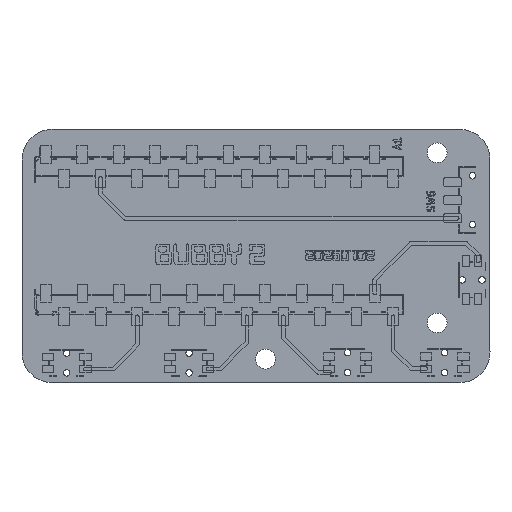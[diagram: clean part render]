
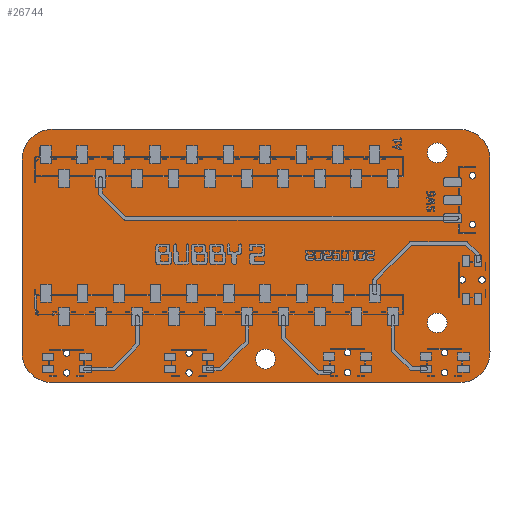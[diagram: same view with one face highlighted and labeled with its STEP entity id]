
A CAD part, top view. The second image highlights one B-rep face of the part: STEP entity #26744.
In plain terms, the highlighted planar face has unit normal (0, 0, 1).
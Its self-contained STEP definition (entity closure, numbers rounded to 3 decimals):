
#26430 = VERTEX_POINT('',#26431);
#26431 = CARTESIAN_POINT('',(246.888,-93.747,1.51));
#26437 = EDGE_CURVE('',#26430,#26438,#26440,.T.);
#26438 = VERTEX_POINT('',#26439);
#26439 = CARTESIAN_POINT('',(251.153,-97.946,1.51));
#26440 = CIRCLE('',#26441,4.2);
#26441 = AXIS2_PLACEMENT_3D('',#26442,#26443,#26444);
#26442 = CARTESIAN_POINT('',(246.953,-97.946,1.51));
#26443 = DIRECTION('',(0.,0.,-1.));
#26444 = DIRECTION('',(-0.015,1.,0.));
#26472 = VERTEX_POINT('',#26473);
#26473 = CARTESIAN_POINT('',(190.273,-93.753,1.51));
#26479 = EDGE_CURVE('',#26472,#26430,#26480,.T.);
#26480 = LINE('',#26481,#26482);
#26481 = CARTESIAN_POINT('',(190.273,-93.753,1.51));
#26482 = VECTOR('',#26483,1.);
#26483 = DIRECTION('',(1.,0.,0.));
#26501 = EDGE_CURVE('',#26438,#26502,#26504,.T.);
#26502 = VERTEX_POINT('',#26503);
#26503 = CARTESIAN_POINT('',(251.157,-124.683,1.51));
#26504 = LINE('',#26505,#26506);
#26505 = CARTESIAN_POINT('',(251.153,-97.946,1.51));
#26506 = VECTOR('',#26507,1.);
#26507 = DIRECTION('',(0.,-1.,0.));
#26744 = ADVANCED_FACE('',(#26745,#26791,#26802,#26813,#26824,#26835,
    #26846,#26857,#26868,#26879,#26890,#26901,#26912,#26923,#26934,
    #26945),#26956,.T.);
#26745 = FACE_BOUND('',#26746,.T.);
#26746 = EDGE_LOOP('',(#26747,#26748,#26749,#26758,#26766,#26775,#26783,
    #26790));
#26747 = ORIENTED_EDGE('',*,*,#26437,.F.);
#26748 = ORIENTED_EDGE('',*,*,#26479,.F.);
#26749 = ORIENTED_EDGE('',*,*,#26750,.F.);
#26750 = EDGE_CURVE('',#26751,#26472,#26753,.T.);
#26751 = VERTEX_POINT('',#26752);
#26752 = CARTESIAN_POINT('',(186.1,-98.018,1.51));
#26753 = CIRCLE('',#26754,4.2);
#26754 = AXIS2_PLACEMENT_3D('',#26755,#26756,#26757);
#26755 = CARTESIAN_POINT('',(190.3,-97.953,1.51));
#26756 = DIRECTION('',(0.,0.,-1.));
#26757 = DIRECTION('',(-1.,-0.015,-0.));
#26758 = ORIENTED_EDGE('',*,*,#26759,.F.);
#26759 = EDGE_CURVE('',#26760,#26751,#26762,.T.);
#26760 = VERTEX_POINT('',#26761);
#26761 = CARTESIAN_POINT('',(186.097,-124.752,1.51));
#26762 = LINE('',#26763,#26764);
#26763 = CARTESIAN_POINT('',(186.097,-124.752,1.51));
#26764 = VECTOR('',#26765,1.);
#26765 = DIRECTION('',(0.,1.,0.));
#26766 = ORIENTED_EDGE('',*,*,#26767,.F.);
#26767 = EDGE_CURVE('',#26768,#26760,#26770,.T.);
#26768 = VERTEX_POINT('',#26769);
#26769 = CARTESIAN_POINT('',(190.362,-128.952,1.51));
#26770 = CIRCLE('',#26771,4.2);
#26771 = AXIS2_PLACEMENT_3D('',#26772,#26773,#26774);
#26772 = CARTESIAN_POINT('',(190.297,-124.752,1.51));
#26773 = DIRECTION('',(0.,0.,-1.));
#26774 = DIRECTION('',(0.015,-1.,0.));
#26775 = ORIENTED_EDGE('',*,*,#26776,.F.);
#26776 = EDGE_CURVE('',#26777,#26768,#26779,.T.);
#26777 = VERTEX_POINT('',#26778);
#26778 = CARTESIAN_POINT('',(246.957,-128.948,1.51));
#26779 = LINE('',#26780,#26781);
#26780 = CARTESIAN_POINT('',(246.957,-128.948,1.51));
#26781 = VECTOR('',#26782,1.);
#26782 = DIRECTION('',(-1.,0.,0.));
#26783 = ORIENTED_EDGE('',*,*,#26784,.F.);
#26784 = EDGE_CURVE('',#26502,#26777,#26785,.T.);
#26785 = CIRCLE('',#26786,4.2);
#26786 = AXIS2_PLACEMENT_3D('',#26787,#26788,#26789);
#26787 = CARTESIAN_POINT('',(246.957,-124.748,1.51));
#26788 = DIRECTION('',(0.,0.,-1.));
#26789 = DIRECTION('',(1.,0.015,0.));
#26790 = ORIENTED_EDGE('',*,*,#26501,.F.);
#26791 = FACE_BOUND('',#26792,.T.);
#26792 = EDGE_LOOP('',(#26793));
#26793 = ORIENTED_EDGE('',*,*,#26794,.T.);
#26794 = EDGE_CURVE('',#26795,#26795,#26797,.T.);
#26795 = VERTEX_POINT('',#26796);
#26796 = CARTESIAN_POINT('',(192.3,-128.05,1.51));
#26797 = CIRCLE('',#26798,0.45);
#26798 = AXIS2_PLACEMENT_3D('',#26799,#26800,#26801);
#26799 = CARTESIAN_POINT('',(192.3,-127.6,1.51));
#26800 = DIRECTION('',(-0.,0.,-1.));
#26801 = DIRECTION('',(-0.,-1.,0.));
#26802 = FACE_BOUND('',#26803,.T.);
#26803 = EDGE_LOOP('',(#26804));
#26804 = ORIENTED_EDGE('',*,*,#26805,.T.);
#26805 = EDGE_CURVE('',#26806,#26806,#26808,.T.);
#26806 = VERTEX_POINT('',#26807);
#26807 = CARTESIAN_POINT('',(192.3,-125.3,1.51));
#26808 = CIRCLE('',#26809,0.45);
#26809 = AXIS2_PLACEMENT_3D('',#26810,#26811,#26812);
#26810 = CARTESIAN_POINT('',(192.3,-124.85,1.51));
#26811 = DIRECTION('',(-0.,0.,-1.));
#26812 = DIRECTION('',(-0.,-1.,0.));
#26813 = FACE_BOUND('',#26814,.T.);
#26814 = EDGE_LOOP('',(#26815));
#26815 = ORIENTED_EDGE('',*,*,#26816,.T.);
#26816 = EDGE_CURVE('',#26817,#26817,#26819,.T.);
#26817 = VERTEX_POINT('',#26818);
#26818 = CARTESIAN_POINT('',(209.325,-128.05,1.51));
#26819 = CIRCLE('',#26820,0.45);
#26820 = AXIS2_PLACEMENT_3D('',#26821,#26822,#26823);
#26821 = CARTESIAN_POINT('',(209.325,-127.6,1.51));
#26822 = DIRECTION('',(-0.,0.,-1.));
#26823 = DIRECTION('',(-0.,-1.,0.));
#26824 = FACE_BOUND('',#26825,.T.);
#26825 = EDGE_LOOP('',(#26826));
#26826 = ORIENTED_EDGE('',*,*,#26827,.T.);
#26827 = EDGE_CURVE('',#26828,#26828,#26830,.T.);
#26828 = VERTEX_POINT('',#26829);
#26829 = CARTESIAN_POINT('',(209.325,-125.3,1.51));
#26830 = CIRCLE('',#26831,0.45);
#26831 = AXIS2_PLACEMENT_3D('',#26832,#26833,#26834);
#26832 = CARTESIAN_POINT('',(209.325,-124.85,1.51));
#26833 = DIRECTION('',(-0.,0.,-1.));
#26834 = DIRECTION('',(-0.,-1.,0.));
#26835 = FACE_BOUND('',#26836,.T.);
#26836 = EDGE_LOOP('',(#26837));
#26837 = ORIENTED_EDGE('',*,*,#26838,.F.);
#26838 = EDGE_CURVE('',#26839,#26839,#26841,.T.);
#26839 = VERTEX_POINT('',#26840);
#26840 = CARTESIAN_POINT('',(221.325,-125.7,1.51));
#26841 = CIRCLE('',#26842,1.375);
#26842 = AXIS2_PLACEMENT_3D('',#26843,#26844,#26845);
#26843 = CARTESIAN_POINT('',(219.95,-125.7,1.51));
#26844 = DIRECTION('',(0.,0.,1.));
#26845 = DIRECTION('',(1.,0.,-0.));
#26846 = FACE_BOUND('',#26847,.T.);
#26847 = EDGE_LOOP('',(#26848));
#26848 = ORIENTED_EDGE('',*,*,#26849,.T.);
#26849 = EDGE_CURVE('',#26850,#26850,#26852,.T.);
#26850 = VERTEX_POINT('',#26851);
#26851 = CARTESIAN_POINT('',(231.35,-128.,1.51));
#26852 = CIRCLE('',#26853,0.45);
#26853 = AXIS2_PLACEMENT_3D('',#26854,#26855,#26856);
#26854 = CARTESIAN_POINT('',(231.35,-127.55,1.51));
#26855 = DIRECTION('',(-0.,0.,-1.));
#26856 = DIRECTION('',(0.,-1.,0.));
#26857 = FACE_BOUND('',#26858,.T.);
#26858 = EDGE_LOOP('',(#26859));
#26859 = ORIENTED_EDGE('',*,*,#26860,.T.);
#26860 = EDGE_CURVE('',#26861,#26861,#26863,.T.);
#26861 = VERTEX_POINT('',#26862);
#26862 = CARTESIAN_POINT('',(231.35,-125.25,1.51));
#26863 = CIRCLE('',#26864,0.45);
#26864 = AXIS2_PLACEMENT_3D('',#26865,#26866,#26867);
#26865 = CARTESIAN_POINT('',(231.35,-124.8,1.51));
#26866 = DIRECTION('',(-0.,0.,-1.));
#26867 = DIRECTION('',(0.,-1.,0.));
#26868 = FACE_BOUND('',#26869,.T.);
#26869 = EDGE_LOOP('',(#26870));
#26870 = ORIENTED_EDGE('',*,*,#26871,.T.);
#26871 = EDGE_CURVE('',#26872,#26872,#26874,.T.);
#26872 = VERTEX_POINT('',#26873);
#26873 = CARTESIAN_POINT('',(244.85,-128.,1.51));
#26874 = CIRCLE('',#26875,0.45);
#26875 = AXIS2_PLACEMENT_3D('',#26876,#26877,#26878);
#26876 = CARTESIAN_POINT('',(244.85,-127.55,1.51));
#26877 = DIRECTION('',(-0.,0.,-1.));
#26878 = DIRECTION('',(0.,-1.,0.));
#26879 = FACE_BOUND('',#26880,.T.);
#26880 = EDGE_LOOP('',(#26881));
#26881 = ORIENTED_EDGE('',*,*,#26882,.T.);
#26882 = EDGE_CURVE('',#26883,#26883,#26885,.T.);
#26883 = VERTEX_POINT('',#26884);
#26884 = CARTESIAN_POINT('',(244.85,-125.25,1.51));
#26885 = CIRCLE('',#26886,0.45);
#26886 = AXIS2_PLACEMENT_3D('',#26887,#26888,#26889);
#26887 = CARTESIAN_POINT('',(244.85,-124.8,1.51));
#26888 = DIRECTION('',(-0.,0.,-1.));
#26889 = DIRECTION('',(0.,-1.,0.));
#26890 = FACE_BOUND('',#26891,.T.);
#26891 = EDGE_LOOP('',(#26892));
#26892 = ORIENTED_EDGE('',*,*,#26893,.F.);
#26893 = EDGE_CURVE('',#26894,#26894,#26896,.T.);
#26894 = VERTEX_POINT('',#26895);
#26895 = CARTESIAN_POINT('',(245.2,-120.65,1.51));
#26896 = CIRCLE('',#26897,1.375);
#26897 = AXIS2_PLACEMENT_3D('',#26898,#26899,#26900);
#26898 = CARTESIAN_POINT('',(243.825,-120.65,1.51));
#26899 = DIRECTION('',(0.,0.,1.));
#26900 = DIRECTION('',(1.,0.,-0.));
#26901 = FACE_BOUND('',#26902,.T.);
#26902 = EDGE_LOOP('',(#26903));
#26903 = ORIENTED_EDGE('',*,*,#26904,.T.);
#26904 = EDGE_CURVE('',#26905,#26905,#26907,.T.);
#26905 = VERTEX_POINT('',#26906);
#26906 = CARTESIAN_POINT('',(247.3,-115.125,1.51));
#26907 = CIRCLE('',#26908,0.45);
#26908 = AXIS2_PLACEMENT_3D('',#26909,#26910,#26911);
#26909 = CARTESIAN_POINT('',(247.3,-114.675,1.51));
#26910 = DIRECTION('',(-0.,0.,-1.));
#26911 = DIRECTION('',(-0.,-1.,0.));
#26912 = FACE_BOUND('',#26913,.T.);
#26913 = EDGE_LOOP('',(#26914));
#26914 = ORIENTED_EDGE('',*,*,#26915,.T.);
#26915 = EDGE_CURVE('',#26916,#26916,#26918,.T.);
#26916 = VERTEX_POINT('',#26917);
#26917 = CARTESIAN_POINT('',(250.05,-115.125,1.51));
#26918 = CIRCLE('',#26919,0.45);
#26919 = AXIS2_PLACEMENT_3D('',#26920,#26921,#26922);
#26920 = CARTESIAN_POINT('',(250.05,-114.675,1.51));
#26921 = DIRECTION('',(-0.,0.,-1.));
#26922 = DIRECTION('',(-0.,-1.,0.));
#26923 = FACE_BOUND('',#26924,.T.);
#26924 = EDGE_LOOP('',(#26925));
#26925 = ORIENTED_EDGE('',*,*,#26926,.T.);
#26926 = EDGE_CURVE('',#26927,#26927,#26929,.T.);
#26927 = VERTEX_POINT('',#26928);
#26928 = CARTESIAN_POINT('',(248.725,-107.45,1.51));
#26929 = CIRCLE('',#26930,0.45);
#26930 = AXIS2_PLACEMENT_3D('',#26931,#26932,#26933);
#26931 = CARTESIAN_POINT('',(248.725,-107.,1.51));
#26932 = DIRECTION('',(-0.,0.,-1.));
#26933 = DIRECTION('',(0.,-1.,0.));
#26934 = FACE_BOUND('',#26935,.T.);
#26935 = EDGE_LOOP('',(#26936));
#26936 = ORIENTED_EDGE('',*,*,#26937,.T.);
#26937 = EDGE_CURVE('',#26938,#26938,#26940,.T.);
#26938 = VERTEX_POINT('',#26939);
#26939 = CARTESIAN_POINT('',(248.725,-100.65,1.51));
#26940 = CIRCLE('',#26941,0.45);
#26941 = AXIS2_PLACEMENT_3D('',#26942,#26943,#26944);
#26942 = CARTESIAN_POINT('',(248.725,-100.2,1.51));
#26943 = DIRECTION('',(-0.,0.,-1.));
#26944 = DIRECTION('',(0.,-1.,0.));
#26945 = FACE_BOUND('',#26946,.T.);
#26946 = EDGE_LOOP('',(#26947));
#26947 = ORIENTED_EDGE('',*,*,#26948,.F.);
#26948 = EDGE_CURVE('',#26949,#26949,#26951,.T.);
#26949 = VERTEX_POINT('',#26950);
#26950 = CARTESIAN_POINT('',(245.2,-97.,1.51));
#26951 = CIRCLE('',#26952,1.375);
#26952 = AXIS2_PLACEMENT_3D('',#26953,#26954,#26955);
#26953 = CARTESIAN_POINT('',(243.825,-97.,1.51));
#26954 = DIRECTION('',(0.,0.,1.));
#26955 = DIRECTION('',(1.,0.,-0.));
#26956 = PLANE('',#26957);
#26957 = AXIS2_PLACEMENT_3D('',#26958,#26959,#26960);
#26958 = CARTESIAN_POINT('',(0.,0.,1.51));
#26959 = DIRECTION('',(0.,0.,1.));
#26960 = DIRECTION('',(1.,0.,-0.));
